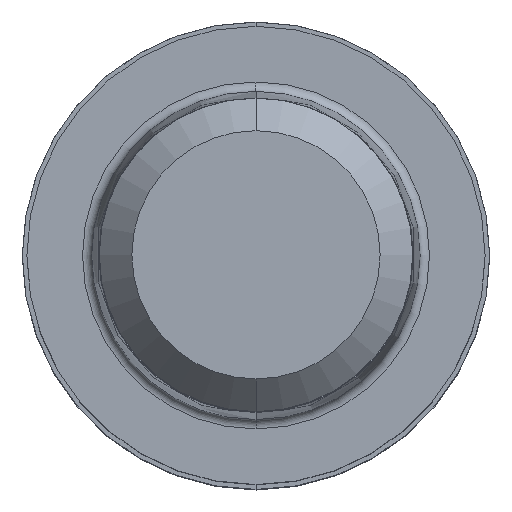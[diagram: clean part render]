
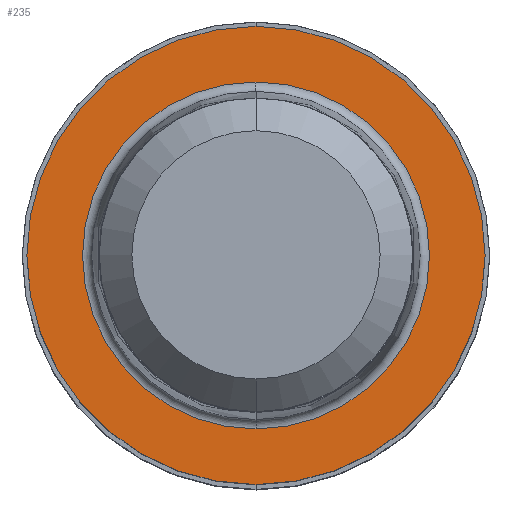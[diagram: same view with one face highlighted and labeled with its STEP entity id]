
A CAD part, top view. The second image highlights one B-rep face of the part: STEP entity #235.
In plain terms, the highlighted planar face has unit normal (0, 0, 1).
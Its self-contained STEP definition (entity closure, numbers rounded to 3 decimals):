
#235=ADVANCED_FACE('',(#578,#579),#580,.T.);
#253=VERTEX_POINT('',#601);
#309=VERTEX_POINT('',#663);
#373=VERTEX_POINT('',#739);
#383=EDGE_CURVE('',#405,#373,#750,.T.);
#405=VERTEX_POINT('',#775);
#407=EDGE_CURVE('',#309,#253,#777,.T.);
#479=EDGE_CURVE('',#253,#309,#856,.T.);
#499=EDGE_CURVE('',#373,#405,#878,.T.);
#578=FACE_OUTER_BOUND('',#961,.T.);
#579=FACE_BOUND('',#962,.T.);
#580=PLANE('',#963);
#601=CARTESIAN_POINT('',(0.0,7.42,0.01));
#663=CARTESIAN_POINT('',(0.,-7.42,0.01));
#739=CARTESIAN_POINT('',(0.,-9.8,0.01));
#750=CIRCLE('',#1174,9.8);
#775=CARTESIAN_POINT('',(0.0,9.8,0.01));
#777=CIRCLE('',#1208,7.42);
#856=CIRCLE('',#1315,7.42);
#878=CIRCLE('',#1344,9.8);
#961=EDGE_LOOP('',(#1423,#1424));
#962=EDGE_LOOP('',(#1425,#1426));
#963=AXIS2_PLACEMENT_3D('',#1427,#1428,#1429);
#1174=AXIS2_PLACEMENT_3D('',#1668,#1669,#1670);
#1208=AXIS2_PLACEMENT_3D('',#1708,#1709,#1710);
#1315=AXIS2_PLACEMENT_3D('',#1796,#1797,#1798);
#1344=AXIS2_PLACEMENT_3D('',#1823,#1824,#1825);
#1423=ORIENTED_EDGE('',*,*,#383,.F.);
#1424=ORIENTED_EDGE('',*,*,#499,.F.);
#1425=ORIENTED_EDGE('',*,*,#479,.T.);
#1426=ORIENTED_EDGE('',*,*,#407,.T.);
#1427=CARTESIAN_POINT('',(0.0,4.9,0.01));
#1428=DIRECTION('',(-0.0,0.0,1.0));
#1429=DIRECTION('',(0.0,-1.0,0.0));
#1668=CARTESIAN_POINT('',(0.0,0.0,0.01));
#1669=DIRECTION('',(0.0,0.0,-1.0));
#1670=DIRECTION('',(0.0,1.0,0.0));
#1708=CARTESIAN_POINT('',(0.0,0.0,0.01));
#1709=DIRECTION('',(0.0,0.0,-1.0));
#1710=DIRECTION('',(0.0,1.0,0.0));
#1796=CARTESIAN_POINT('',(0.0,0.0,0.01));
#1797=DIRECTION('',(0.0,0.0,-1.0));
#1798=DIRECTION('',(0.0,1.0,0.0));
#1823=CARTESIAN_POINT('',(0.0,0.0,0.01));
#1824=DIRECTION('',(0.0,0.0,-1.0));
#1825=DIRECTION('',(0.0,1.0,0.0));
